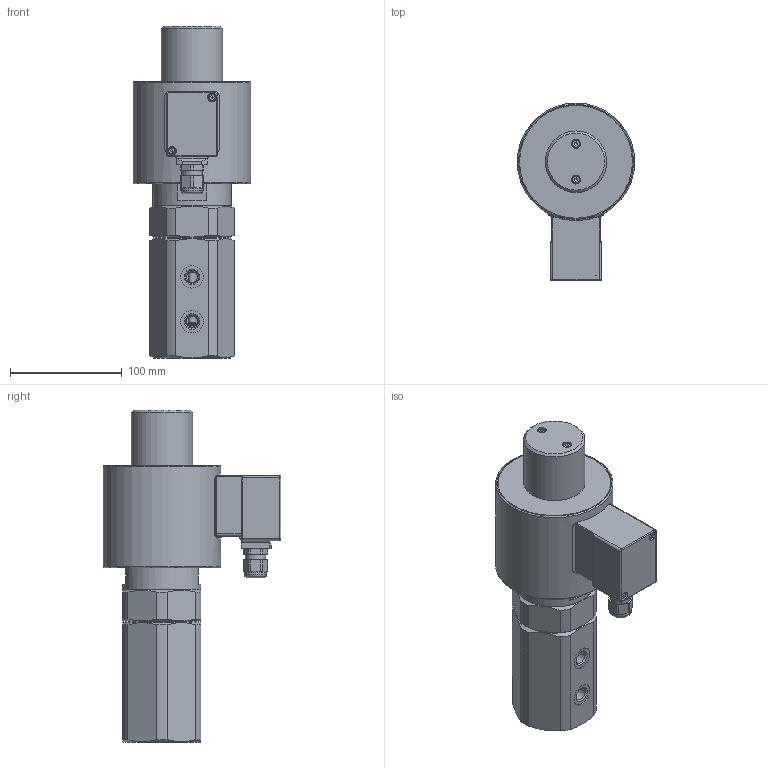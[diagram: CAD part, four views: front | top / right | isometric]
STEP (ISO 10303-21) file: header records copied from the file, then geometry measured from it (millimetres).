
FILE_DESCRIPTION((''),'2;1');
FILE_NAME('073.000365_3-045-21-0815-.272.stp','2010-11-23T13:29:51',('BMillmann'),(''),'Autodesk Inventor 2010','Autodesk Inventor 2010','');
FILE_SCHEMA(('CONFIG_CONTROL_DESIGN'));
Length unit declared in the file: millimetre
Products named in the file (1): 90-005735
Bounding box: 105.16 x 159.08 x 297 mm (x, y, z)
Volume: 910504.8 mm3; surface area: 253460.6 mm2
Topology: 14 solids, 14 shells, 856 faces, 2099 edges, 1308 vertices
Faces by surface type: plane 281, cylinder 268, bspline 181, cone 62, torus 60, sphere 4
Full cylindrical faces by diameter (mm): 3 x3, 3.082 x4, 4 x7, 4.5 x2, 5 x1, 5.837 x1, 6.593 x1, 7 x4, 10 x3, 10.1 x2, 12 x2, 13.84 x1, 14 x1, 18 x1, 20 x1, 23 x1, 23.5 x1, 29.5 x1, 30 x4, 31.3 x1, 32.5 x1, 34 x1, 34.5 x1, 36 x2, 37.4 x1, 39 x2, 42 x4, 42.2 x1, 46 x1, 50 x2
Entity records: 28302 total; most frequent: CARTESIAN_POINT 9378, DIRECTION 3619, ORIENTED_EDGE 3486, EDGE_CURVE 1743, AXIS2_PLACEMENT_3D 1459, EDGE_LOOP 1219, VERTEX_POINT 1210, FACE_OUTER_BOUND 856
